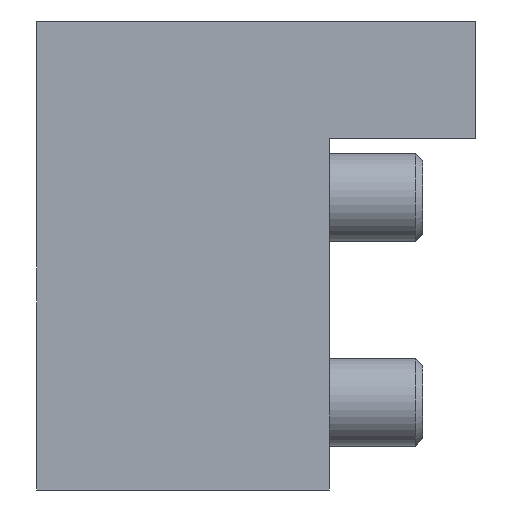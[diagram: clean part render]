
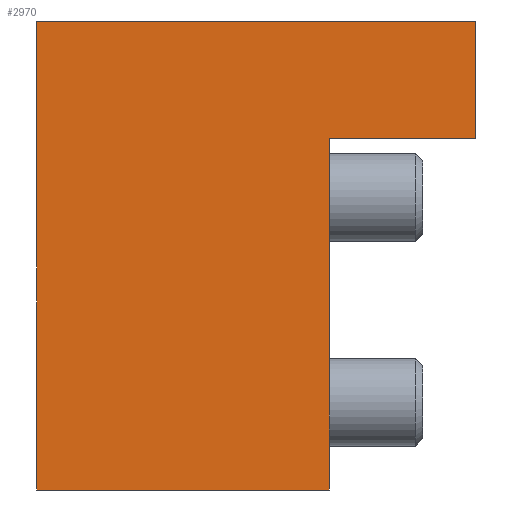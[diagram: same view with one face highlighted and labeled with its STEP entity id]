
A CAD part, left-side view. The second image highlights one B-rep face of the part: STEP entity #2970.
In plain terms, the highlighted planar face has unit normal (-1, 0, 0).
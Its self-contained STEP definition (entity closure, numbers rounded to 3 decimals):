
#46 = CARTESIAN_POINT ( 'NONE',  ( -22.5, 42., -16. ) ) ;
#144 = AXIS2_PLACEMENT_3D ( 'NONE', #2033, #6947, #2742 ) ;
#288 = DIRECTION ( 'NONE',  ( 0., -1., 0. ) ) ;
#478 = ORIENTED_EDGE ( 'NONE', *, *, #6891, .F. ) ;
#504 = DIRECTION ( 'NONE',  ( 0., 0., 1. ) ) ;
#598 = VECTOR ( 'NONE', #8466, 1000. ) ;
#761 = CARTESIAN_POINT ( 'NONE',  ( -22.5, 27., -16. ) ) ;
#1051 = EDGE_CURVE ( 'NONE', #3648, #3452, #3633, .T. ) ;
#1128 = CARTESIAN_POINT ( 'NONE',  ( -22.5, 32., -4. ) ) ;
#1143 = LINE ( 'NONE', #4915, #8191 ) ;
#1272 = ORIENTED_EDGE ( 'NONE', *, *, #1939, .F. ) ;
#1450 = EDGE_CURVE ( 'NONE', #2551, #3332, #6815, .T. ) ;
#1466 = DIRECTION ( 'NONE',  ( 0., 0., -1. ) ) ;
#1531 = VECTOR ( 'NONE', #504, 1000. ) ;
#1939 = EDGE_CURVE ( 'NONE', #3452, #5179, #4352, .T. ) ;
#2033 = CARTESIAN_POINT ( 'NONE',  ( -22.5, 42., -16. ) ) ;
#2551 = VERTEX_POINT ( 'NONE', #1128 ) ;
#2742 = DIRECTION ( 'NONE',  ( 0., 0., 1. ) ) ;
#2856 = VECTOR ( 'NONE', #288, 1000. ) ;
#2932 = EDGE_LOOP ( 'NONE', ( #478, #1272, #8866, #3910, #5375, #4055 ) ) ;
#2970 = ADVANCED_FACE ( 'NONE', ( #5019 ), #6247, .T. ) ;
#3058 = VERTEX_POINT ( 'NONE', #3668 ) ;
#3332 = VERTEX_POINT ( 'NONE', #5328 ) ;
#3452 = VERTEX_POINT ( 'NONE', #6106 ) ;
#3633 = LINE ( 'NONE', #4018, #1531 ) ;
#3648 = VERTEX_POINT ( 'NONE', #46 ) ;
#3668 = CARTESIAN_POINT ( 'NONE',  ( -22.5, 32., -16. ) ) ;
#3910 = ORIENTED_EDGE ( 'NONE', *, *, #4114, .T. ) ;
#4018 = CARTESIAN_POINT ( 'NONE',  ( -22.5, 42., -16. ) ) ;
#4055 = ORIENTED_EDGE ( 'NONE', *, *, #1450, .T. ) ;
#4114 = EDGE_CURVE ( 'NONE', #3648, #3058, #1143, .T. ) ;
#4265 = CARTESIAN_POINT ( 'NONE',  ( -22.5, 42., 0. ) ) ;
#4352 = LINE ( 'NONE', #4265, #598 ) ;
#4915 = CARTESIAN_POINT ( 'NONE',  ( -22.5, 42., -16. ) ) ;
#4985 = DIRECTION ( 'NONE',  ( 0., 0., -1. ) ) ;
#5019 = FACE_OUTER_BOUND ( 'NONE', #2932, .T. ) ;
#5179 = VERTEX_POINT ( 'NONE', #7766 ) ;
#5328 = CARTESIAN_POINT ( 'NONE',  ( -22.5, 27., -4. ) ) ;
#5375 = ORIENTED_EDGE ( 'NONE', *, *, #7937, .F. ) ;
#5697 = CARTESIAN_POINT ( 'NONE',  ( -22.5, 32., 42.159 ) ) ;
#6066 = VECTOR ( 'NONE', #4985, 1000. ) ;
#6106 = CARTESIAN_POINT ( 'NONE',  ( -22.5, 42., 0. ) ) ;
#6247 = PLANE ( 'NONE',  #144 ) ;
#6815 = LINE ( 'NONE', #7338, #2856 ) ;
#6891 = EDGE_CURVE ( 'NONE', #5179, #3332, #7755, .T. ) ;
#6947 = DIRECTION ( 'NONE',  ( -1., 0., 0. ) ) ;
#7338 = CARTESIAN_POINT ( 'NONE',  ( -22.5, 32., -4. ) ) ;
#7540 = VECTOR ( 'NONE', #1466, 1000. ) ;
#7755 = LINE ( 'NONE', #761, #7540 ) ;
#7766 = CARTESIAN_POINT ( 'NONE',  ( -22.5, 27., 0. ) ) ;
#7937 = EDGE_CURVE ( 'NONE', #2551, #3058, #8152, .T. ) ;
#8152 = LINE ( 'NONE', #5697, #6066 ) ;
#8191 = VECTOR ( 'NONE', #8406, 1000. ) ;
#8406 = DIRECTION ( 'NONE',  ( 0., -1., 0. ) ) ;
#8466 = DIRECTION ( 'NONE',  ( 0., -1., 0. ) ) ;
#8866 = ORIENTED_EDGE ( 'NONE', *, *, #1051, .F. ) ;
